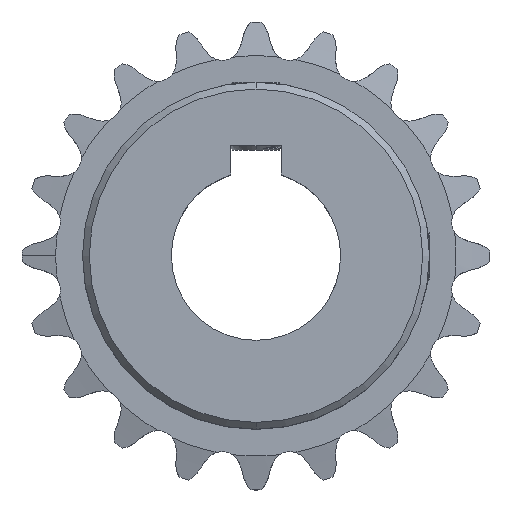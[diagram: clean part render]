
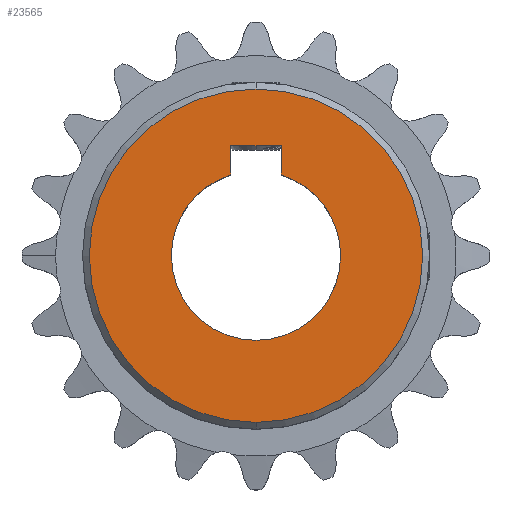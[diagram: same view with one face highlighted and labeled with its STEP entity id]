
A CAD part, top view. The second image highlights one B-rep face of the part: STEP entity #23565.
In plain terms, the highlighted planar face has unit normal (0, 0, 1).
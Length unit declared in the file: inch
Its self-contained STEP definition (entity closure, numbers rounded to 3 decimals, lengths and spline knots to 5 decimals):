
#160 = CARTESIAN_POINT ( 'NONE',  ( 0., 0., 0.57 ) ) ;
#164 = DIRECTION ( 'NONE',  ( 0., 0., 1. ) ) ;
#165 = DIRECTION ( 'NONE',  ( 1., 0., 0. ) ) ;
#185 = CARTESIAN_POINT ( 'NONE',  ( 0., 0., 0.57 ) ) ;
#193 = DIRECTION ( 'NONE',  ( 0., 0., 1. ) ) ;
#194 = DIRECTION ( 'NONE',  ( 1., 0., 0. ) ) ;
#229 = CARTESIAN_POINT ( 'NONE',  ( 0., 0., 0.57 ) ) ;
#244 = DIRECTION ( 'NONE',  ( 0., 0., 1. ) ) ;
#245 = DIRECTION ( 'NONE',  ( 1., 0., 0. ) ) ;
#391 = CARTESIAN_POINT ( 'NONE',  ( -0.09375, 0.40625, 0.57 ) ) ;
#392 = DIRECTION ( 'NONE',  ( 0., 1., 0. ) ) ;
#486 = CARTESIAN_POINT ( 'NONE',  ( 0.09375, 0.40625, 0.57 ) ) ;
#487 = DIRECTION ( 'NONE',  ( 0., -1., 0. ) ) ;
#527 = CARTESIAN_POINT ( 'NONE',  ( -0.09375, 0.40625, 0.57 ) ) ;
#528 = DIRECTION ( 'NONE',  ( 1., 0., 0. ) ) ;
#634 = CARTESIAN_POINT ( 'NONE',  ( 0., 0., 0.57 ) ) ;
#2213 = EDGE_LOOP ( 'NONE', ( #21593, #21592 ) ) ;
#2624 = CARTESIAN_POINT ( 'NONE',  ( 0., 0., 0.57 ) ) ;
#2626 = DIRECTION ( 'NONE',  ( 0., 0., -1. ) ) ;
#2627 = DIRECTION ( 'NONE',  ( 0., 1., 0. ) ) ;
#7276 = AXIS2_PLACEMENT_3D ( 'NONE', #13208, #13214, #13215 ) ;
#7389 = CIRCLE ( 'NONE', #21366, 0.61563 ) ;
#7488 = CIRCLE ( 'NONE', #21384, 0.3125 ) ;
#7495 = CIRCLE ( 'NONE', #21385, 0.3125 ) ;
#7506 = CIRCLE ( 'NONE', #21389, 0.3125 ) ;
#7516 = VECTOR ( 'NONE', #392, 39.37008 ) ;
#7519 = LINE ( 'NONE', #391, #7516 ) ;
#7522 = VECTOR ( 'NONE', #528, 39.37008 ) ;
#7525 = LINE ( 'NONE', #527, #7522 ) ;
#7527 = LINE ( 'NONE', #486, #7528 ) ;
#7528 = VECTOR ( 'NONE', #487, 39.37008 ) ;
#7570 = CIRCLE ( 'NONE', #21433, 0.61563 ) ;
#10557 = EDGE_CURVE ( 'NONE', #19460, #20098, #7389, .T. ) ;
#10676 = EDGE_CURVE ( 'NONE', #19493, #20157, #7488, .T. ) ;
#10684 = EDGE_CURVE ( 'NONE', #19624, #19493, #7495, .T. ) ;
#10695 = EDGE_CURVE ( 'NONE', #20157, #19483, #7506, .T. ) ;
#10720 = EDGE_CURVE ( 'NONE', #19624, #19458, #7519, .T. ) ;
#10739 = EDGE_CURVE ( 'NONE', #20217, #19483, #7527, .T. ) ;
#10745 = EDGE_CURVE ( 'NONE', #19458, #20217, #7525, .T. ) ;
#10783 = EDGE_CURVE ( 'NONE', #20098, #19460, #7570, .T. ) ;
#13204 = PLANE ( 'NONE',  #7276 ) ;
#13208 = CARTESIAN_POINT ( 'NONE',  ( 0., 0., 0.57 ) ) ;
#13214 = DIRECTION ( 'NONE',  ( 0., 0., 1. ) ) ;
#13215 = DIRECTION ( 'NONE',  ( 1., 0., 0. ) ) ;
#14905 = FACE_OUTER_BOUND ( 'NONE', #2213, .T. ) ;
#14907 = FACE_BOUND ( 'NONE', #21616, .T. ) ;
#17830 = DIRECTION ( 'NONE',  ( 0., 0., -1. ) ) ;
#17831 = DIRECTION ( 'NONE',  ( 0., 1., 0. ) ) ;
#18286 = CARTESIAN_POINT ( 'NONE',  ( -0.09375, 0.40625, 0.57 ) ) ;
#18295 = CARTESIAN_POINT ( 'NONE',  ( 0., 0.61562, 0.57 ) ) ;
#18318 = CARTESIAN_POINT ( 'NONE',  ( 0.09375, 0.29811, 0.57 ) ) ;
#18328 = CARTESIAN_POINT ( 'NONE',  ( -0.3125, 0., 0.57 ) ) ;
#18424 = CARTESIAN_POINT ( 'NONE',  ( -0.09375, 0.29811, 0.57 ) ) ;
#18524 = CARTESIAN_POINT ( 'NONE',  ( 0., -0.61563, 0.57 ) ) ;
#18541 = CARTESIAN_POINT ( 'NONE',  ( 0.3125, 0., 0.57 ) ) ;
#18557 = CARTESIAN_POINT ( 'NONE',  ( 0.09375, 0.40625, 0.57 ) ) ;
#19458 = VERTEX_POINT ( 'NONE', #18286 ) ;
#19460 = VERTEX_POINT ( 'NONE', #18295 ) ;
#19483 = VERTEX_POINT ( 'NONE', #18318 ) ;
#19493 = VERTEX_POINT ( 'NONE', #18328 ) ;
#19624 = VERTEX_POINT ( 'NONE', #18424 ) ;
#20098 = VERTEX_POINT ( 'NONE', #18524 ) ;
#20157 = VERTEX_POINT ( 'NONE', #18541 ) ;
#20217 = VERTEX_POINT ( 'NONE', #18557 ) ;
#21366 = AXIS2_PLACEMENT_3D ( 'NONE', #2624, #2626, #2627 ) ;
#21384 = AXIS2_PLACEMENT_3D ( 'NONE', #160, #164, #165 ) ;
#21385 = AXIS2_PLACEMENT_3D ( 'NONE', #185, #193, #194 ) ;
#21389 = AXIS2_PLACEMENT_3D ( 'NONE', #229, #244, #245 ) ;
#21433 = AXIS2_PLACEMENT_3D ( 'NONE', #634, #17830, #17831 ) ;
#21592 = ORIENTED_EDGE ( 'NONE', *, *, #10783, .F. ) ;
#21593 = ORIENTED_EDGE ( 'NONE', *, *, #10557, .F. ) ;
#21608 = ORIENTED_EDGE ( 'NONE', *, *, #10695, .F. ) ;
#21611 = ORIENTED_EDGE ( 'NONE', *, *, #10676, .F. ) ;
#21616 = EDGE_LOOP ( 'NONE', ( #22002, #21735, #21618, #21608, #21611, #21961 ) ) ;
#21618 = ORIENTED_EDGE ( 'NONE', *, *, #10739, .T. ) ;
#21735 = ORIENTED_EDGE ( 'NONE', *, *, #10745, .T. ) ;
#21961 = ORIENTED_EDGE ( 'NONE', *, *, #10684, .F. ) ;
#22002 = ORIENTED_EDGE ( 'NONE', *, *, #10720, .T. ) ;
#23565 = ADVANCED_FACE ( 'NONE', ( #14907, #14905 ), #13204, .T. ) ;
